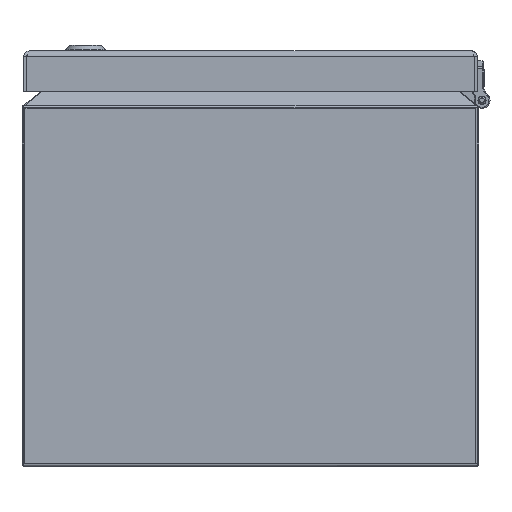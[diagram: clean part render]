
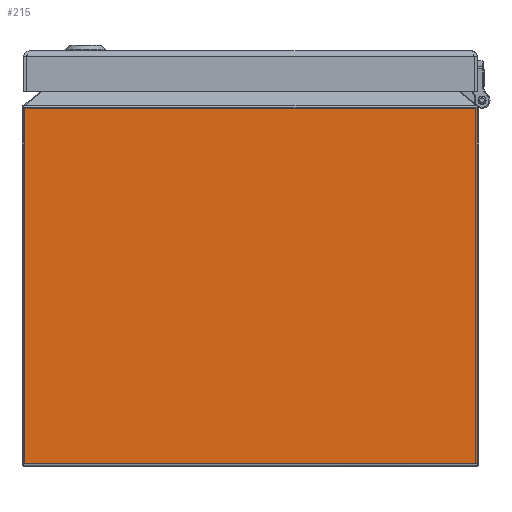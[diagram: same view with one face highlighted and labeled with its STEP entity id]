
A CAD part, left-side view. The second image highlights one B-rep face of the part: STEP entity #215.
In plain terms, the highlighted planar face has unit normal (-1, 0, 0).
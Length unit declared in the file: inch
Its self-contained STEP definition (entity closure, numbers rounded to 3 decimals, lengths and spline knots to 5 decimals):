
#215 = ADVANCED_FACE ( 'NONE', ( #11956 ), #16175, .F. ) ;
#2357 = CARTESIAN_POINT ( 'NONE',  ( -17.85, 8.81992, -1.1236 ) ) ;
#3260 = CARTESIAN_POINT ( 'NONE',  ( -17.85, -0.12008, -1.1236 ) ) ;
#4327 = ORIENTED_EDGE ( 'NONE', *, *, #22858, .F. ) ;
#4613 = VECTOR ( 'NONE', #51232, 39.37008 ) ;
#10570 = EDGE_CURVE ( 'NONE', #16880, #48197, #56684, .T. ) ;
#11419 = VERTEX_POINT ( 'NONE', #19406 ) ;
#11734 = LINE ( 'NONE', #61547, #4613 ) ;
#11956 = FACE_OUTER_BOUND ( 'NONE', #43718, .T. ) ;
#16175 = PLANE ( 'NONE',  #62345 ) ;
#16880 = VERTEX_POINT ( 'NONE', #2357 ) ;
#19406 = CARTESIAN_POINT ( 'NONE',  ( -17.85, -0.12008, -8.13506 ) ) ;
#20661 = DIRECTION ( 'NONE',  ( 0., 0., -1. ) ) ;
#22858 = EDGE_CURVE ( 'NONE', #48197, #11419, #29751, .T. ) ;
#23083 = ORIENTED_EDGE ( 'NONE', *, *, #28775, .F. ) ;
#26240 = CARTESIAN_POINT ( 'NONE',  ( -17.85, -0.12008, -1.10002 ) ) ;
#27470 = CARTESIAN_POINT ( 'NONE',  ( -17.85, -0.12008, -8.13506 ) ) ;
#28775 = EDGE_CURVE ( 'NONE', #60279, #16880, #11734, .T. ) ;
#29751 = LINE ( 'NONE', #55613, #46529 ) ;
#30158 = CARTESIAN_POINT ( 'NONE',  ( -17.85, 8.81992, -8.13506 ) ) ;
#31737 = DIRECTION ( 'NONE',  ( 1., 0., 0. ) ) ;
#33066 = DIRECTION ( 'NONE',  ( 0., -1., 0. ) ) ;
#41598 = ORIENTED_EDGE ( 'NONE', *, *, #56598, .F. ) ;
#43361 = VECTOR ( 'NONE', #33066, 39.37008 ) ;
#43718 = EDGE_LOOP ( 'NONE', ( #23083, #41598, #4327, #47915 ) ) ;
#46529 = VECTOR ( 'NONE', #20661, 39.37008 ) ;
#47915 = ORIENTED_EDGE ( 'NONE', *, *, #10570, .F. ) ;
#48197 = VERTEX_POINT ( 'NONE', #62898 ) ;
#51232 = DIRECTION ( 'NONE',  ( 0., 0., 1. ) ) ;
#51449 = DIRECTION ( 'NONE',  ( 0., 1., 0. ) ) ;
#55613 = CARTESIAN_POINT ( 'NONE',  ( -17.85, -0.12008, -1.10002 ) ) ;
#56007 = DIRECTION ( 'NONE',  ( 0., 1., 0. ) ) ;
#56289 = LINE ( 'NONE', #27470, #61862 ) ;
#56598 = EDGE_CURVE ( 'NONE', #11419, #60279, #56289, .T. ) ;
#56684 = LINE ( 'NONE', #3260, #43361 ) ;
#60279 = VERTEX_POINT ( 'NONE', #30158 ) ;
#61547 = CARTESIAN_POINT ( 'NONE',  ( -17.85, 8.81992, -1.10002 ) ) ;
#61862 = VECTOR ( 'NONE', #51449, 39.37008 ) ;
#62345 = AXIS2_PLACEMENT_3D ( 'NONE', #26240, #31737, #56007 ) ;
#62898 = CARTESIAN_POINT ( 'NONE',  ( -17.85, -0.12008, -1.1236 ) ) ;
